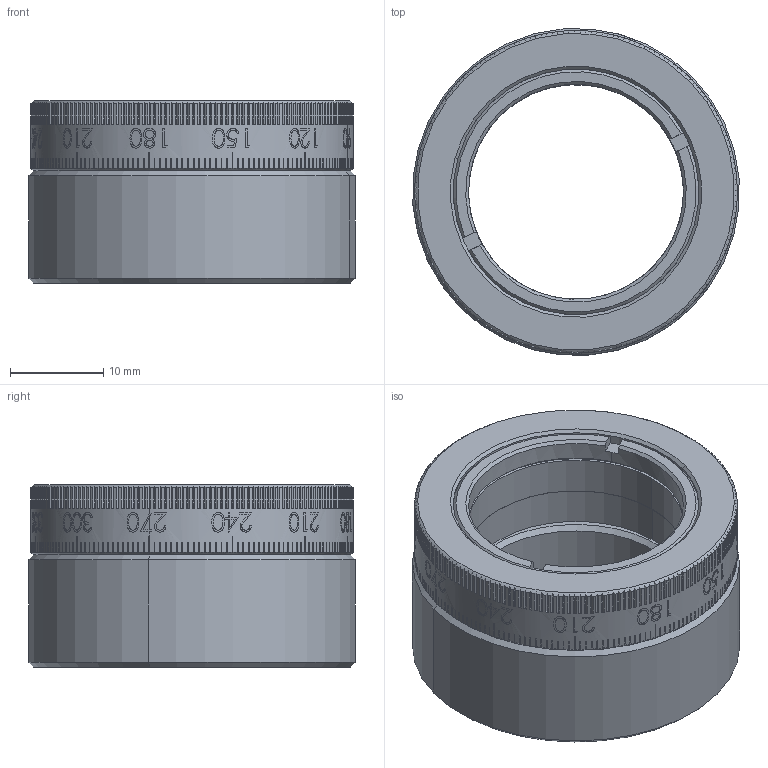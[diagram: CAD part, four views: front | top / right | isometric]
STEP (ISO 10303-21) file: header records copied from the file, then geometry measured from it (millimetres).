
FILE_DESCRIPTION (( 'STEP AP203' ), '1' );
FILE_NAME ('GCT-090111 俋倛芞.STEP', '2017-12-07T06:42:38', ( 'china' ), ( 'china' ), 'SwSTEP 2.0', 'SolidWorks 2015', '' );
FILE_SCHEMA (( 'CONFIG_CONTROL_DESIGN' ));
Length unit declared in the file: millimetre
Products named in the file (1): GCT-090111 俋倛芞
Bounding box: 34.89 x 34.89 x 19.5 mm (x, y, z)
Surface area: 6520.7 mm2 (no closed solid volume)
Topology: 0 solids, 4 shells, 955 faces, 4081 edges, 2958 vertices
Faces by surface type: plane 683, cylinder 252, cone 20
Entity records: 48219 total; most frequent: CARTESIAN_POINT 15246, ORIENTED_EDGE 6899, DIRECTION 6544, EDGE_CURVE 4081, VERTEX_POINT 2958, VECTOR 2244, LINE 2244, AXIS2_PLACEMENT_3D 2150
